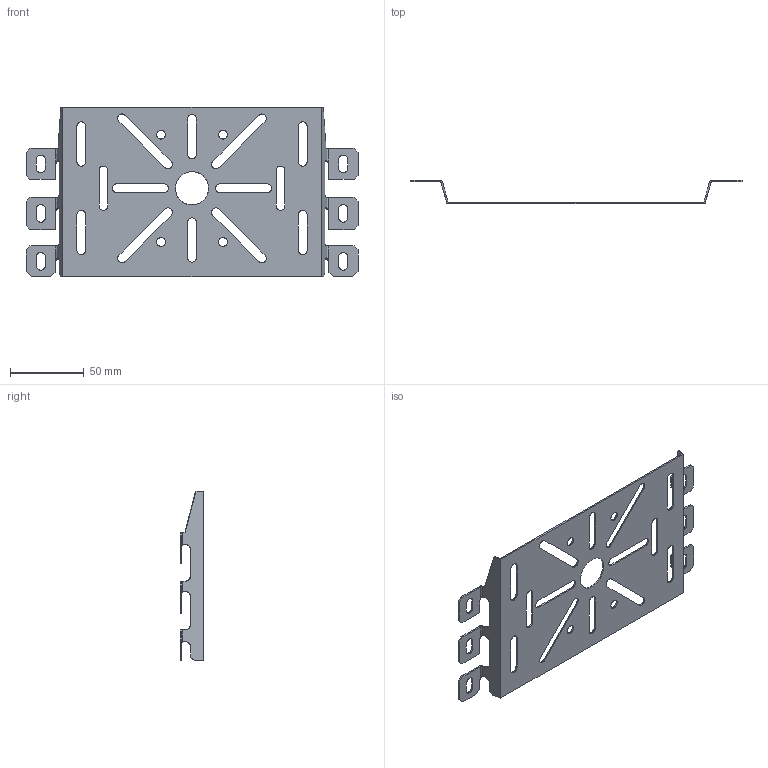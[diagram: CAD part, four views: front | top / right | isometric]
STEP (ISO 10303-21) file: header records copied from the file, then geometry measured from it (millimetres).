
FILE_DESCRIPTION(/* description */ (''),/* implementation_level */ '2;1');
FILE_NAME(/* name */ '7084870',/* time_stamp */ '2015-03-05T16:59:48+01:00',/* author */ (''),/* organization */ (''),/* preprocessor_version */ 'ST-DEVELOPER v15',/* originating_system */ '',/* authorisation */ '');
FILE_SCHEMA (('CONFIG_CONTROL_DESIGN'));
Length unit declared in the file: millimetre
Products named in the file (1): Document
Bounding box: 225 x 16 x 115 mm (x, y, z)
Volume: 21032.1 mm3; surface area: 44561.9 mm2
Topology: 1 solids, 1 shells, 204 faces, 582 edges, 380 vertices
Faces by surface type: plane 108, bspline 96
Entity records: 8856 total; most frequent: CARTESIAN_POINT 5182, ORIENTED_EDGE 1164, EDGE_CURVE 582, B_SPLINE_CURVE_WITH_KNOTS 414, VERTEX_POINT 380, EDGE_LOOP 254, ADVANCED_FACE 204, FACE_OUTER_BOUND 204
